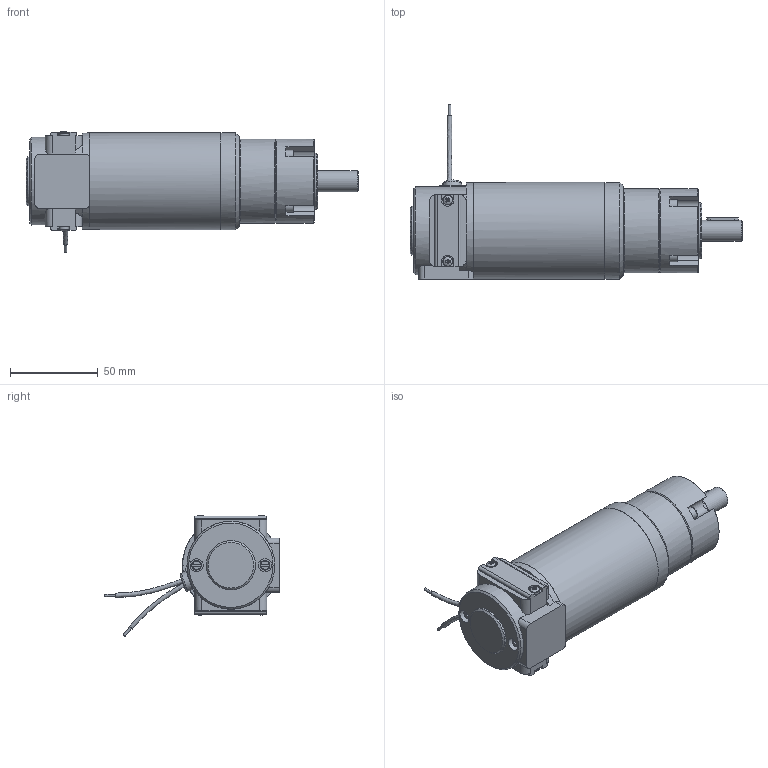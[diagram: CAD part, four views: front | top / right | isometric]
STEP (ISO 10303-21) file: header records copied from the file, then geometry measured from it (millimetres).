
FILE_DESCRIPTION (( 'STEP AP203' ), '1' );
FILE_NAME ('GNM3150-GP48.2 1-stufig.STEP', '2019-11-21T12:48:24', ( '' ), ( '' ), 'SwSTEP 2.0', 'SolidWorks 2019', '' );
FILE_SCHEMA (( 'CONFIG_CONTROL_DESIGN' ));
Length unit declared in the file: millimetre
Products named in the file (1): GNM3150-GP48.2 1-stufig
Bounding box: 189 x 99.23 x 68.96 mm (x, y, z)
Volume: 361343.3 mm3; surface area: 38264.1 mm2
Topology: 1 solids, 1 shells, 396 faces, 963 edges, 599 vertices
Faces by surface type: plane 240, cylinder 78, cone 55, torus 17, sphere 4, bspline 2
Full cylindrical faces by diameter (mm): 1.5 x2, 1.7 x2, 3.3 x1, 4.2 x4, 4.3 x1, 5.5 x2, 5.6 x4, 7 x4, 7.5 x2, 11 x1, 11.5 x1, 12 x1, 16.8 x1, 23.2 x1, 28 x2, 32 x1, 48 x2, 50 x1, 55 x1
Entity records: 11653 total; most frequent: CARTESIAN_POINT 2694, DIRECTION 1908, ORIENTED_EDGE 1736, EDGE_CURVE 868, AXIS2_PLACEMENT_3D 744, VERTEX_POINT 572, EDGE_LOOP 494, FACE_OUTER_BOUND 443
